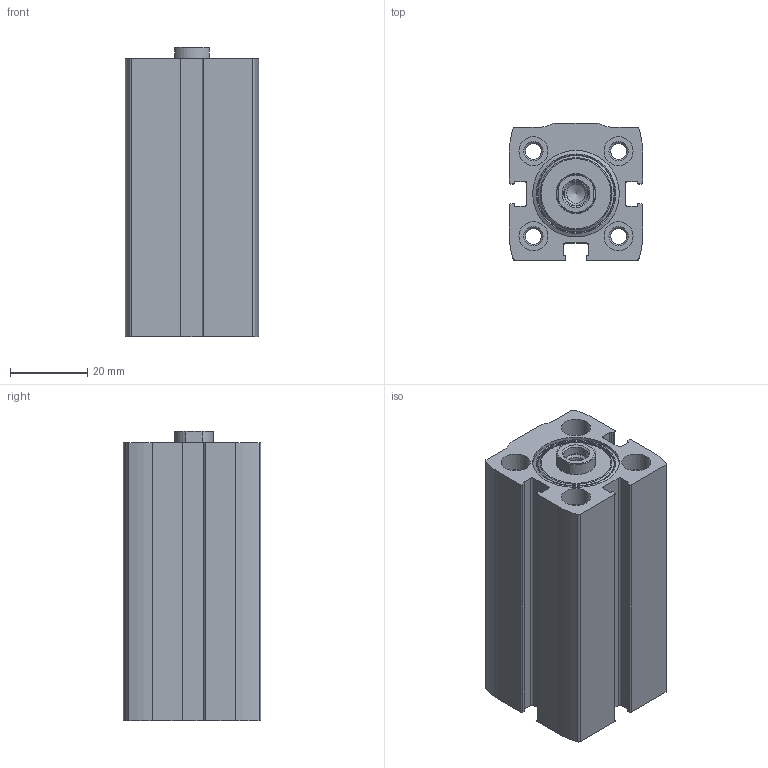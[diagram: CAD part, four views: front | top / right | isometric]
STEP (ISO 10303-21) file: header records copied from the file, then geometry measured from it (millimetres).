
FILE_DESCRIPTION(/* description */ ('STEP AP214'),/* implementation_level */ '2;1');
FILE_NAME(/* name */ '8076324_ADN-S-20-50-I-P-A',/* time_stamp */ '2024-07-24T03:56:35+02:00',/* author */ ('License CC BY-ND 4.0'),/* organization */ ('CADENAS'),/* preprocessor_version */ 'ST-DEVELOPER v19.3',/* originating_system */ 'PARTsolutions',/* authorisation */ ' ');
FILE_SCHEMA (('TECHNICAL_DATA_PACKAGING','PROCESS_PLANNING_SCHEMA','AP242_MANAGED_MODEL_BASED_3D_ENGINEERING_MIM_LF { 1 0 10303 442 3 1 4 }','AUTOMOTIVE_DESIGN {1 0 10303 214 3 1 1}'));
Length unit declared in the file: millimetre
Products named in the file (3): 8076324 ADN-S-20-50-I-P-A---(0_high); 8084710 ADN-S-20-50-I-P-A---(high_H); 8084710 ADN-S-20-50-I-P-A---(high_P)
Assembly tree (2 placements, depth 2):
  8076324 ADN-S-20-50-I-P-A---(0_high)
    8084710 ADN-S-20-50-I-P-A---(high_H)
    8084710 ADN-S-20-50-I-P-A---(high_P)
Bounding box: 34.5 x 35.5 x 75 mm (x, y, z)
Volume: 62756.4 mm3; surface area: 26164.9 mm2
Topology: 2 solids, 2 shells, 148 faces, 345 edges, 224 vertices
Faces by surface type: cylinder 65, plane 61, cone 19, torus 3
Full cylindrical faces by diameter (mm): 4.134 x10, 4.2 x4, 4.917 x1, 6.4 x1, 7.5 x8, 10 x2, 20 x2, 22.4 x1
Entity records: 4077 total; most frequent: DIRECTION 744, CARTESIAN_POINT 676, ORIENTED_EDGE 584, AXIS2_PLACEMENT_3D 305, EDGE_CURVE 292, FACE_BOUND 229, EDGE_LOOP 228, VERTEX_POINT 221
